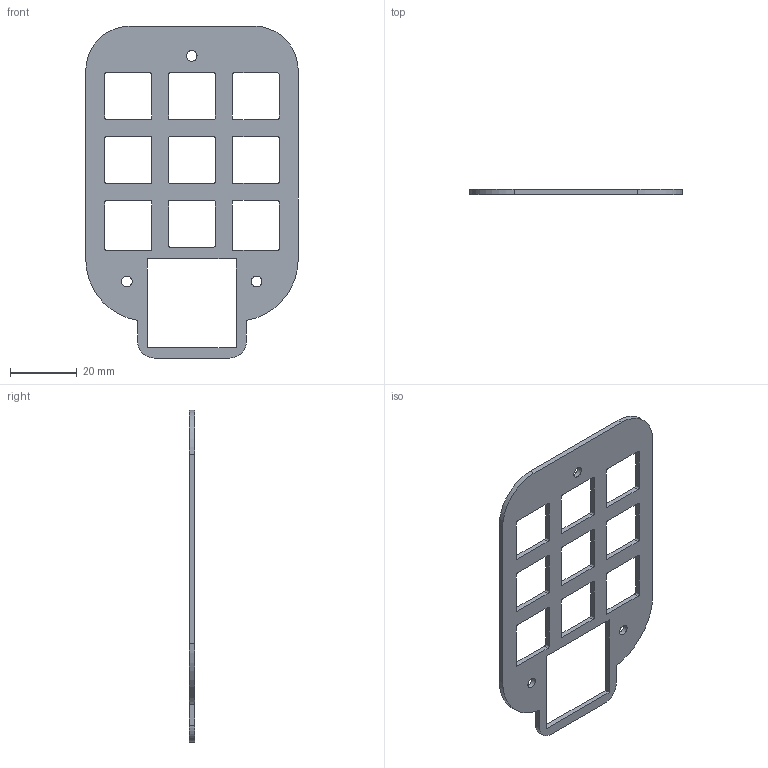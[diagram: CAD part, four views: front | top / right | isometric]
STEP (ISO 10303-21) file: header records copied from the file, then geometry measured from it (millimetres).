
FILE_DESCRIPTION(/* description */ ('','CAx-IF Rec.Pracs.---Representation and Presentation of Product Manufacturing Information (PMI)---4.0---2014-10-13'),/* implementation_level */ '2;1');
FILE_NAME(/* name */ 'e401329a-8cb8-4a48-a476-d77ba43bf61a.step',/* time_stamp */ '2025-02-19T18:14:22Z',/* author */ (''),/* organization */ (''),/* preprocessor_version */ 'ST-DEVELOPER v20',/* originating_system */ 'Autodesk Translation Framework v13.20.0.188',/* authorisation */ '');
FILE_SCHEMA (('AP242_MANAGED_MODEL_BASED_3D_ENGINEERING_MIM_LF { 1 0 10303 442 1 1 4 }'));
Length unit declared in the file: millimetre
Products named in the file (1): Woagpad-Case
Bounding box: 63.54 x 1.5 x 99.3 mm (x, y, z)
Volume: 4812.7 mm3; surface area: 7861.8 mm2
Topology: 1 solids, 1 shells, 363 faces, 1011 edges, 674 vertices
Faces by surface type: plane 178, bspline 140, cylinder 45
Full cylindrical faces by diameter (mm): 3.2 x3
Entity records: 13005 total; most frequent: CARTESIAN_POINT 4429, ORIENTED_EDGE 2022, DIRECTION 1269, EDGE_CURVE 1011, VERTEX_POINT 674, LINE 641, VECTOR 641, EDGE_LOOP 413
